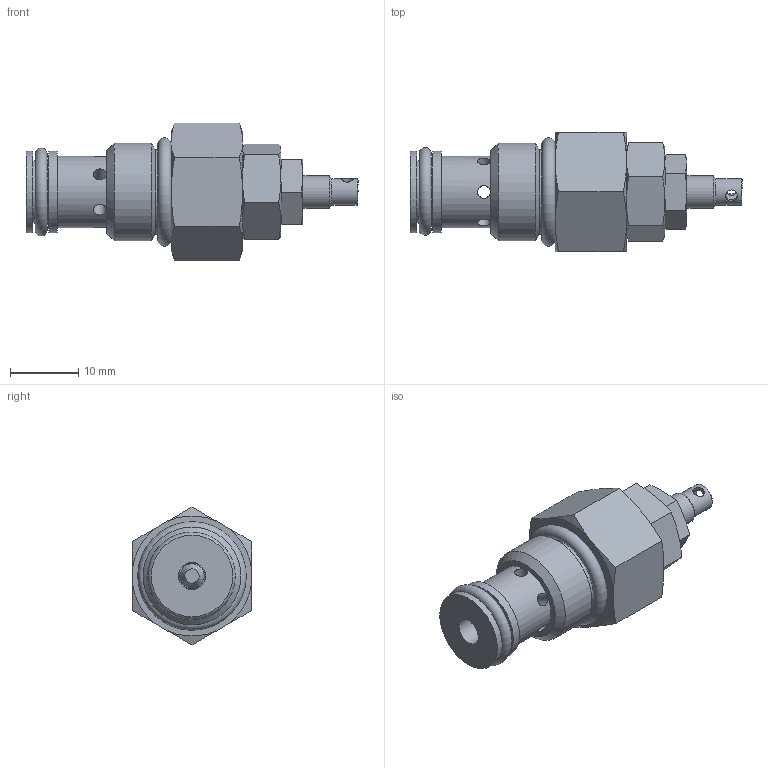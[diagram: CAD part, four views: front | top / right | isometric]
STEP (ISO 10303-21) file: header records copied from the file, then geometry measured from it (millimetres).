
FILE_DESCRIPTION((''),'2;1');
FILE_NAME('2606.stp','2015-01-26T16:15:28',('jml'),(''),'Autodesk Inventor 2010','Autodesk Inventor 2010','');
FILE_SCHEMA(('AUTOMOTIVE_DESIGN { 1 0 10303 214 1 1 1 1 }'));
Length unit declared in the file: inch
Products named in the file (9): 2606 (LevelofDetail1); 221671; 221539; 221540; 903 O-RING; 906 O-RING; 004 O-RING; 990323; 012 O-RING
Assembly tree (8 placements, depth 2):
  2606 (LevelofDetail1)
    221671
    221539
    221540
    903 O-RING
    906 O-RING
    004 O-RING
    990323
    012 O-RING
Bounding box: 48.48 x 17.45 x 20.15 mm (x, y, z)
Volume: 5941 mm3; surface area: 5046.2 mm2
Topology: 8 solids, 8 shells, 243 faces, 634 edges, 451 vertices
Faces by surface type: plane 133, cone 50, cylinder 40, bspline 14, torus 6
Full cylindrical faces by diameter (mm): 0.87 x1, 1.702 x2, 1.854 x6, 2.667 x1, 3.302 x1, 3.556 x1, 3.937 x1, 4.293 x1, 4.699 x1, 5.105 x2, 8.001 x1, 9.093 x1, 9.525 x1, 10.414 x1, 11.887 x3, 12.294 x1, 14.275 x1
Entity records: 8113 total; most frequent: CARTESIAN_POINT 2153, DIRECTION 1108, ORIENTED_EDGE 1074, EDGE_CURVE 537, AXIS2_PLACEMENT_3D 398, VERTEX_POINT 384, EDGE_LOOP 347, VECTOR 312
